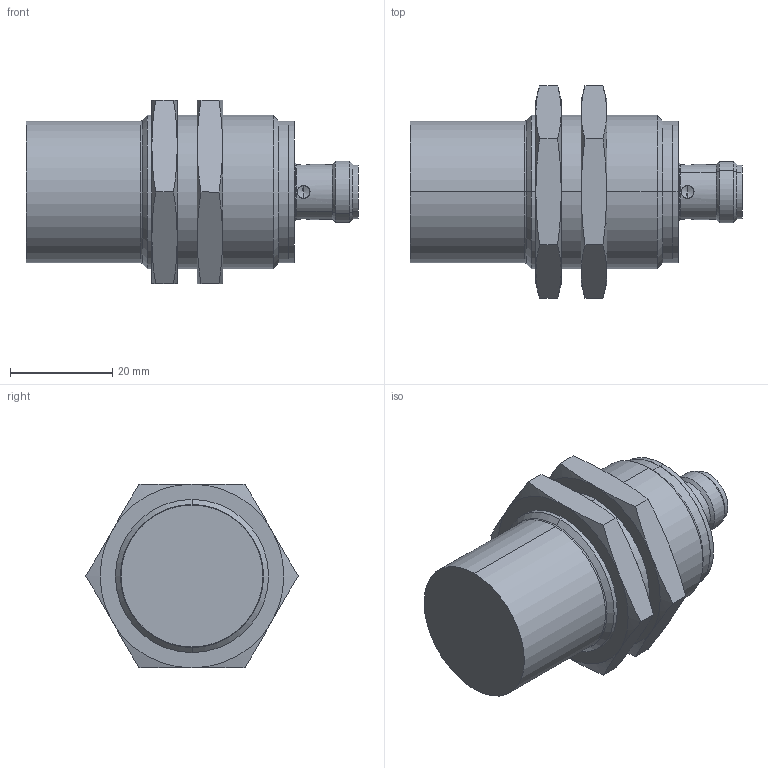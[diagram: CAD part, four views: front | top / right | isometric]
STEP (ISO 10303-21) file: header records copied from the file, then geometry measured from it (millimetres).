
FILE_DESCRIPTION (( 'STEP AP214' ), '1' );
FILE_NAME ('PTW2-AP-4H.STEP', '2021-01-23T16:02:13', ( '' ), ( '' ), 'SwSTEP 2.0', 'SolidWorks 2019', '' );
FILE_SCHEMA (( 'AUTOMOTIVE_DESIGN' ));
Length unit declared in the file: inch
Products named in the file (1): PTW2-AP-4H
Bounding box: 65.03 x 41.57 x 36 mm (x, y, z)
Volume: 39825.1 mm3; surface area: 11838.7 mm2
Topology: 3 solids, 11 shells, 413 faces, 1035 edges, 644 vertices
Faces by surface type: cone 115, cylinder 111, plane 106, torus 45, bspline 28, sphere 8
Full cylindrical faces by diameter (mm): 28.376 x2
Entity records: 14905 total; most frequent: CARTESIAN_POINT 5363, ORIENTED_EDGE 2036, DIRECTION 1876, EDGE_CURVE 1018, AXIS2_PLACEMENT_3D 761, VERTEX_POINT 641, EDGE_LOOP 467, FACE_OUTER_BOUND 415
